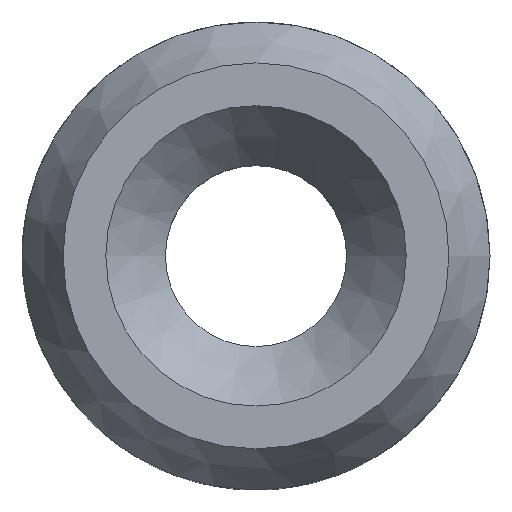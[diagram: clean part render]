
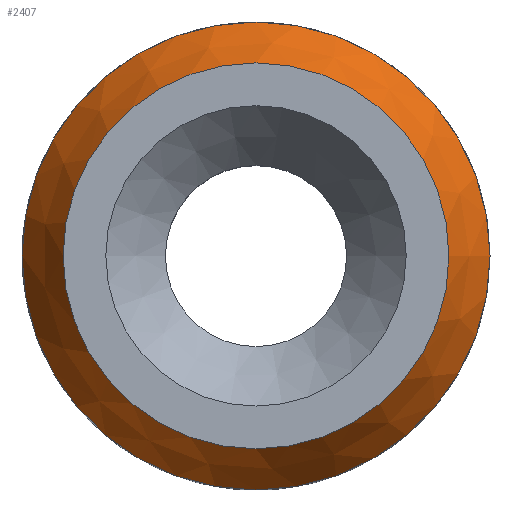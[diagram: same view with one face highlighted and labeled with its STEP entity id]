
A CAD part, top view. The second image highlights one B-rep face of the part: STEP entity #2407.
In plain terms, the highlighted conical face has half-angle 30 degrees and reference radius 12.783 mm.
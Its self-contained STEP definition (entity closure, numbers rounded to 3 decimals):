
#299 = CYLINDRICAL_SURFACE('',#300,15.5);
#300 = AXIS2_PLACEMENT_3D('',#301,#302,#303);
#301 = CARTESIAN_POINT('',(0.,0.,0.));
#302 = DIRECTION('',(0.,0.,1.));
#303 = DIRECTION('',(1.,0.,0.));
#1319 = VERTEX_POINT('',#1320);
#1320 = CARTESIAN_POINT('',(15.5,0.,10.));
#1341 = EDGE_CURVE('',#1319,#1319,#1342,.T.);
#1342 = SURFACE_CURVE('',#1343,(#1348,#1355),.PCURVE_S1.);
#1343 = CIRCLE('',#1344,15.5);
#1344 = AXIS2_PLACEMENT_3D('',#1345,#1346,#1347);
#1345 = CARTESIAN_POINT('',(0.,0.,10.));
#1346 = DIRECTION('',(0.,0.,-1.));
#1347 = DIRECTION('',(1.,0.,0.));
#1348 = PCURVE('',#299,#1349);
#1349 = DEFINITIONAL_REPRESENTATION('',(#1350),#1354);
#1350 = LINE('',#1351,#1352);
#1351 = CARTESIAN_POINT('',(-0.,10.));
#1352 = VECTOR('',#1353,1.);
#1353 = DIRECTION('',(-1.,0.));
#1354 = ( GEOMETRIC_REPRESENTATION_CONTEXT(2) 
PARAMETRIC_REPRESENTATION_CONTEXT() REPRESENTATION_CONTEXT('2D SPACE',''
  ) );
#1355 = PCURVE('',#1356,#1361);
#1356 = CONICAL_SURFACE('',#1357,12.782,0.524);
#1357 = AXIS2_PLACEMENT_3D('',#1358,#1359,#1360);
#1358 = CARTESIAN_POINT('',(0.,0.,14.707));
#1359 = DIRECTION('',(-0.,0.,-1.));
#1360 = DIRECTION('',(1.,0.,0.));
#1361 = DEFINITIONAL_REPRESENTATION('',(#1362),#1366);
#1362 = LINE('',#1363,#1364);
#1363 = CARTESIAN_POINT('',(0.,4.707));
#1364 = VECTOR('',#1365,1.);
#1365 = DIRECTION('',(1.,0.));
#1366 = ( GEOMETRIC_REPRESENTATION_CONTEXT(2) 
PARAMETRIC_REPRESENTATION_CONTEXT() REPRESENTATION_CONTEXT('2D SPACE',''
  ) );
#2407 = ADVANCED_FACE('',(#2408),#1356,.T.);
#2408 = FACE_BOUND('',#2409,.T.);
#2409 = EDGE_LOOP('',(#2410,#2439,#2460,#2461));
#2410 = ORIENTED_EDGE('',*,*,#2411,.T.);
#2411 = EDGE_CURVE('',#2412,#2412,#2414,.T.);
#2412 = VERTEX_POINT('',#2413);
#2413 = CARTESIAN_POINT('',(12.782,0.,
    14.707));
#2414 = SURFACE_CURVE('',#2415,(#2420,#2427),.PCURVE_S1.);
#2415 = CIRCLE('',#2416,12.782);
#2416 = AXIS2_PLACEMENT_3D('',#2417,#2418,#2419);
#2417 = CARTESIAN_POINT('',(0.,0.,14.707));
#2418 = DIRECTION('',(0.,0.,-1.));
#2419 = DIRECTION('',(1.,0.,0.));
#2420 = PCURVE('',#1356,#2421);
#2421 = DEFINITIONAL_REPRESENTATION('',(#2422),#2426);
#2422 = LINE('',#2423,#2424);
#2423 = CARTESIAN_POINT('',(0.,0.));
#2424 = VECTOR('',#2425,1.);
#2425 = DIRECTION('',(1.,0.));
#2426 = ( GEOMETRIC_REPRESENTATION_CONTEXT(2) 
PARAMETRIC_REPRESENTATION_CONTEXT() REPRESENTATION_CONTEXT('2D SPACE',''
  ) );
#2427 = PCURVE('',#2428,#2433);
#2428 = PLANE('',#2429);
#2429 = AXIS2_PLACEMENT_3D('',#2430,#2431,#2432);
#2430 = CARTESIAN_POINT('',(0.,0.,14.707));
#2431 = DIRECTION('',(-0.,0.,-1.));
#2432 = DIRECTION('',(1.,0.,0.));
#2433 = DEFINITIONAL_REPRESENTATION('',(#2434),#2438);
#2434 = CIRCLE('',#2435,12.782);
#2435 = AXIS2_PLACEMENT_2D('',#2436,#2437);
#2436 = CARTESIAN_POINT('',(0.,0.));
#2437 = DIRECTION('',(1.,-0.));
#2438 = ( GEOMETRIC_REPRESENTATION_CONTEXT(2) 
PARAMETRIC_REPRESENTATION_CONTEXT() REPRESENTATION_CONTEXT('2D SPACE',''
  ) );
#2439 = ORIENTED_EDGE('',*,*,#2440,.T.);
#2440 = EDGE_CURVE('',#2412,#1319,#2441,.T.);
#2441 = SEAM_CURVE('',#2442,(#2446,#2453),.PCURVE_S1.);
#2442 = LINE('',#2443,#2444);
#2443 = CARTESIAN_POINT('',(12.782,0.,
    14.707));
#2444 = VECTOR('',#2445,1.);
#2445 = DIRECTION('',(0.5,0.,-0.866));
#2446 = PCURVE('',#1356,#2447);
#2447 = DEFINITIONAL_REPRESENTATION('',(#2448),#2452);
#2448 = LINE('',#2449,#2450);
#2449 = CARTESIAN_POINT('',(0.,0.));
#2450 = VECTOR('',#2451,1.);
#2451 = DIRECTION('',(0.,1.));
#2452 = ( GEOMETRIC_REPRESENTATION_CONTEXT(2) 
PARAMETRIC_REPRESENTATION_CONTEXT() REPRESENTATION_CONTEXT('2D SPACE',''
  ) );
#2453 = PCURVE('',#1356,#2454);
#2454 = DEFINITIONAL_REPRESENTATION('',(#2455),#2459);
#2455 = LINE('',#2456,#2457);
#2456 = CARTESIAN_POINT('',(6.283,0.));
#2457 = VECTOR('',#2458,1.);
#2458 = DIRECTION('',(0.,1.));
#2459 = ( GEOMETRIC_REPRESENTATION_CONTEXT(2) 
PARAMETRIC_REPRESENTATION_CONTEXT() REPRESENTATION_CONTEXT('2D SPACE',''
  ) );
#2460 = ORIENTED_EDGE('',*,*,#1341,.F.);
#2461 = ORIENTED_EDGE('',*,*,#2440,.F.);
